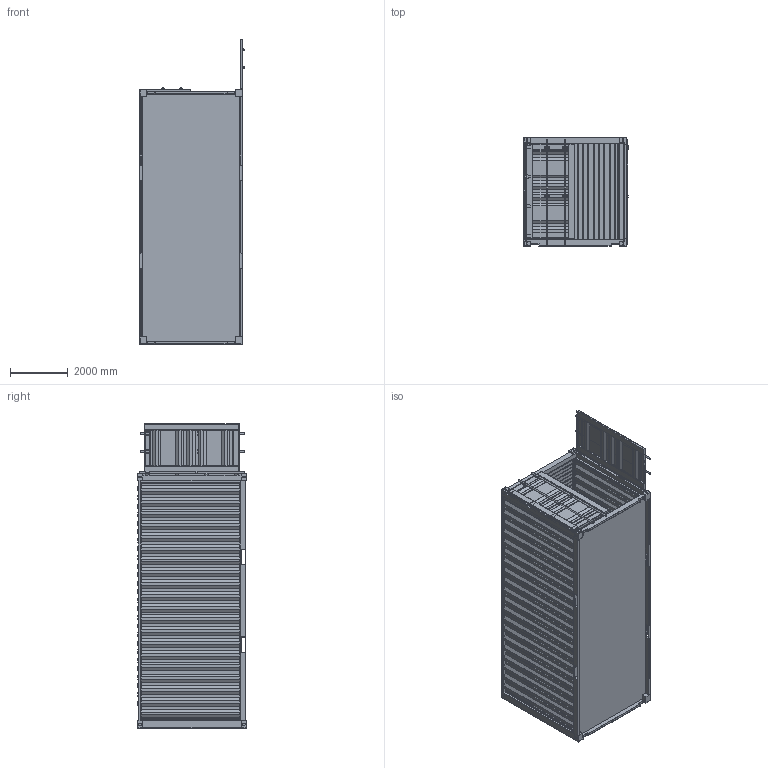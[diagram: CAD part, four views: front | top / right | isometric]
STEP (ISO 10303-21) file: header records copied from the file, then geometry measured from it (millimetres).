
FILE_DESCRIPTION(('FreeCAD Model'),'2;1');
FILE_NAME('Open CASCADE Shape Model','2025-05-05T10:28:41',('FreeCAD'),( 'FreeCAD'),'Open CASCADE STEP processor 7.6','FreeCAD','Unknown');
FILE_SCHEMA(('AUTOMOTIVE_DESIGN { 1 0 10303 214 1 1 1 1 }'));
Products named in the file (1): Open CASCADE STEP translator 7.6 1
Bounding box: 3629.35 x 3785.36 x 10579.47 mm (x, y, z)
Volume: 2991274346.5 mm3; surface area: 364862362.6 mm2
Topology: 7 solids, 16 shells, 2186 faces, 5983 edges, 3880 vertices
Faces by surface type: bspline 2186
Entity records: 62765 total; most frequent: CARTESIAN_POINT 27404, ORIENTED_EDGE 11858, EDGE_CURVE 5929, B_SPLINE_CURVE_WITH_KNOTS 4989, VERTEX_POINT 3880, FACE_BOUND 2365, EDGE_LOOP 2365, ADVANCED_FACE 2186
